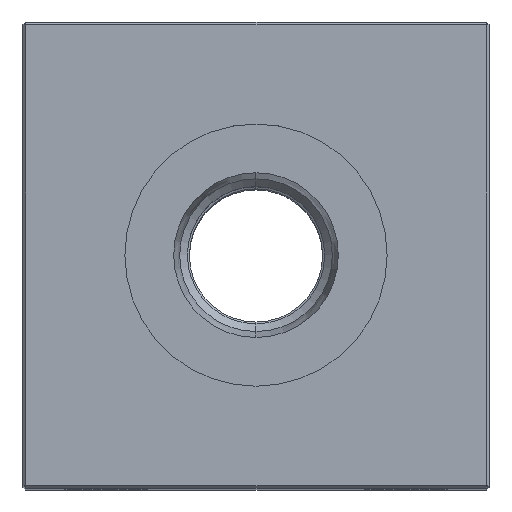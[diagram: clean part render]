
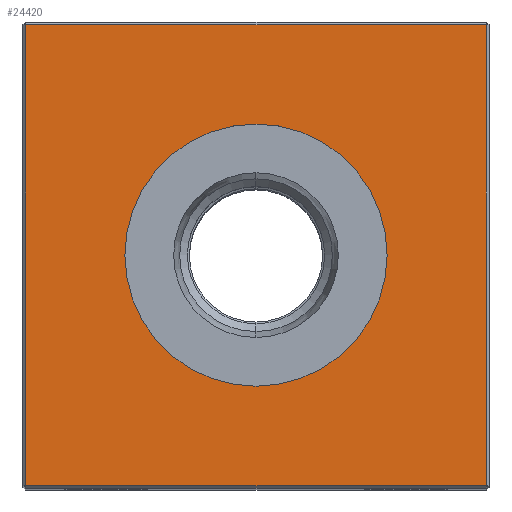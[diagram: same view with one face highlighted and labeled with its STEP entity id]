
A CAD part, top view. The second image highlights one B-rep face of the part: STEP entity #24420.
In plain terms, the highlighted planar face has unit normal (0, 0, 1).
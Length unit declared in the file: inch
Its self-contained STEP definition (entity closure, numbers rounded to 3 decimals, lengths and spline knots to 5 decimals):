
#151 = ORIENTED_EDGE ( 'NONE', *, *, #13776, .T. ) ;
#309 = ORIENTED_EDGE ( 'NONE', *, *, #9134, .T. ) ;
#1037 = ORIENTED_EDGE ( 'NONE', *, *, #10789, .T. ) ;
#1131 = AXIS2_PLACEMENT_3D ( 'NONE', #15057, #7076, #9044 ) ;
#2392 = FACE_BOUND ( 'NONE', #20324, .T. ) ;
#3295 = VECTOR ( 'NONE', #14887, 39.37008 ) ;
#3800 = LINE ( 'NONE', #9780, #11962 ) ;
#4478 = CIRCLE ( 'NONE', #1131, 0.49213 ) ;
#4489 = DIRECTION ( 'NONE',  ( 0., 0., -1. ) ) ;
#5006 = CARTESIAN_POINT ( 'NONE',  ( 0., 0.865, 3.75 ) ) ;
#5713 = EDGE_CURVE ( 'NONE', #22574, #25201, #11120, .T. ) ;
#6730 = CARTESIAN_POINT ( 'NONE',  ( -0.865, 0.865, 3.75 ) ) ;
#7076 = DIRECTION ( 'NONE',  ( 0., 0., -1. ) ) ;
#7980 = CARTESIAN_POINT ( 'NONE',  ( 0.865, 0.865, 3.75 ) ) ;
#8126 = PLANE ( 'NONE',  #15254 ) ;
#8400 = CARTESIAN_POINT ( 'NONE',  ( 0., -0.49213, 3.75 ) ) ;
#8579 = ORIENTED_EDGE ( 'NONE', *, *, #18400, .T. ) ;
#8670 = VERTEX_POINT ( 'NONE', #16318 ) ;
#9044 = DIRECTION ( 'NONE',  ( -1., 0., 0. ) ) ;
#9063 = VERTEX_POINT ( 'NONE', #6730 ) ;
#9134 = EDGE_CURVE ( 'NONE', #8670, #11671, #21966, .T. ) ;
#9722 = CARTESIAN_POINT ( 'NONE',  ( 0., 0.49213, 3.75 ) ) ;
#9780 = CARTESIAN_POINT ( 'NONE',  ( 0.865, 0., 3.75 ) ) ;
#10346 = DIRECTION ( 'NONE',  ( -1., 0., 0. ) ) ;
#10789 = EDGE_CURVE ( 'NONE', #17507, #9063, #22924, .T. ) ;
#11120 = CIRCLE ( 'NONE', #25755, 0.49213 ) ;
#11626 = DIRECTION ( 'NONE',  ( 1., 0., 0. ) ) ;
#11671 = VERTEX_POINT ( 'NONE', #23433 ) ;
#11962 = VECTOR ( 'NONE', #17787, 39.37008 ) ;
#13226 = DIRECTION ( 'NONE',  ( -1., 0., 0. ) ) ;
#13776 = EDGE_CURVE ( 'NONE', #25201, #22574, #4478, .T. ) ;
#13825 = DIRECTION ( 'NONE',  ( 0., 0., -1. ) ) ;
#14887 = DIRECTION ( 'NONE',  ( 0., -1., 0. ) ) ;
#15057 = CARTESIAN_POINT ( 'NONE',  ( 0., 0., 3.75 ) ) ;
#15205 = EDGE_LOOP ( 'NONE', ( #16520, #309, #8579, #1037 ) ) ;
#15254 = AXIS2_PLACEMENT_3D ( 'NONE', #24485, #4489, #10346 ) ;
#15670 = CARTESIAN_POINT ( 'NONE',  ( 0., 0., 3.75 ) ) ;
#15825 = CARTESIAN_POINT ( 'NONE',  ( 0., -0.865, 3.75 ) ) ;
#16318 = CARTESIAN_POINT ( 'NONE',  ( -0.865, -0.865, 3.75 ) ) ;
#16514 = FACE_OUTER_BOUND ( 'NONE', #15205, .T. ) ;
#16520 = ORIENTED_EDGE ( 'NONE', *, *, #16828, .T. ) ;
#16828 = EDGE_CURVE ( 'NONE', #9063, #8670, #18961, .T. ) ;
#16856 = CARTESIAN_POINT ( 'NONE',  ( -0.865, 0., 3.75 ) ) ;
#17507 = VERTEX_POINT ( 'NONE', #7980 ) ;
#17787 = DIRECTION ( 'NONE',  ( 0., 1., 0. ) ) ;
#17973 = VECTOR ( 'NONE', #13226, 39.37008 ) ;
#18400 = EDGE_CURVE ( 'NONE', #11671, #17507, #3800, .T. ) ;
#18961 = LINE ( 'NONE', #16856, #3295 ) ;
#20324 = EDGE_LOOP ( 'NONE', ( #151, #22340 ) ) ;
#20638 = VECTOR ( 'NONE', #11626, 39.37008 ) ;
#21966 = LINE ( 'NONE', #15825, #20638 ) ;
#22340 = ORIENTED_EDGE ( 'NONE', *, *, #5713, .T. ) ;
#22574 = VERTEX_POINT ( 'NONE', #8400 ) ;
#22924 = LINE ( 'NONE', #5006, #17973 ) ;
#23433 = CARTESIAN_POINT ( 'NONE',  ( 0.865, -0.865, 3.75 ) ) ;
#24420 = ADVANCED_FACE ( 'NONE', ( #16514, #2392 ), #8126, .F. ) ;
#24485 = CARTESIAN_POINT ( 'NONE',  ( 0., 0., 3.75 ) ) ;
#25201 = VERTEX_POINT ( 'NONE', #9722 ) ;
#25755 = AXIS2_PLACEMENT_3D ( 'NONE', #15670, #13825, #25869 ) ;
#25869 = DIRECTION ( 'NONE',  ( -1., 0., 0. ) ) ;
